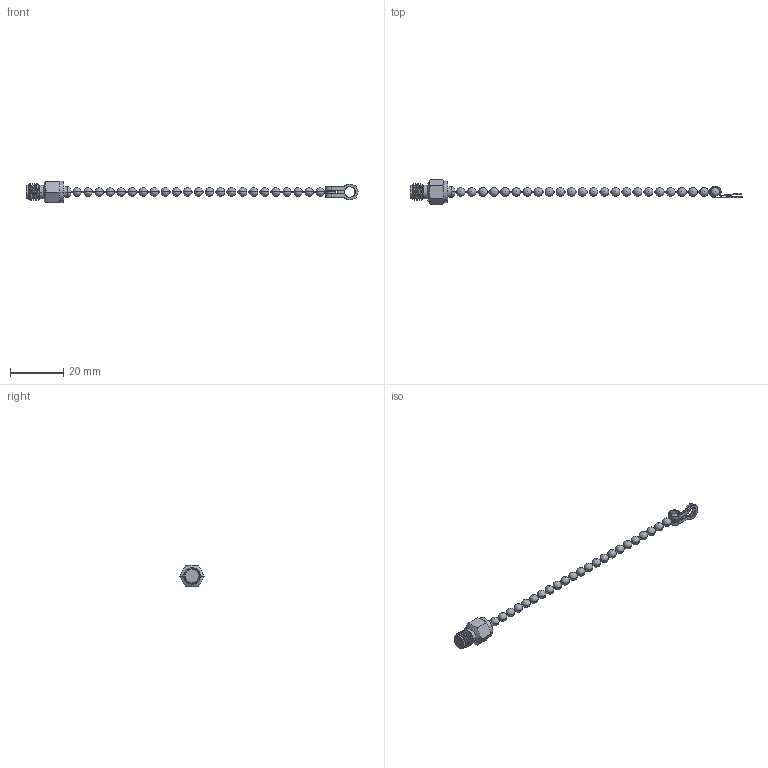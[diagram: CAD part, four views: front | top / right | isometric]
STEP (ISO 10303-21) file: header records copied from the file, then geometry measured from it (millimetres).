
FILE_DESCRIPTION (( 'STEP AP214' ), '1' );
FILE_NAME ('FMTR1174C_3D.step', '2024-02-07T23:37:07', ( '' ), ( '' ), 'SwSTEP 2.0', 'SolidWorks 2022', '' );
FILE_SCHEMA (( 'AUTOMOTIVE_DESIGN' ));
Length unit declared in the file: inch
Products named in the file (4): F3800-4^FMTR1174C; FMTR1174C_3D; SMA8980S-0018^FMTR1174C; N88NY-3-1^FMTR1174C
Assembly tree (3 placements, depth 2):
  FMTR1174C_3D
    SMA8980S-0018^FMTR1174C
    F3800-4^FMTR1174C
    N88NY-3-1^FMTR1174C
Bounding box: 125.15 x 9.24 x 8 mm (x, y, z)
Volume: 1017.8 mm3; surface area: 1551.5 mm2
Topology: 3 solids, 3 shells, 200 faces, 601 edges, 357 vertices
Faces by surface type: cylinder 95, sphere 50, cone 23, plane 21, torus 6, bspline 5
Entity records: 7343 total; most frequent: CARTESIAN_POINT 2661, DIRECTION 1062, ORIENTED_EDGE 904, AXIS2_PLACEMENT_3D 460, EDGE_CURVE 452, CIRCLE 259, VERTEX_POINT 258, EDGE_LOOP 204
